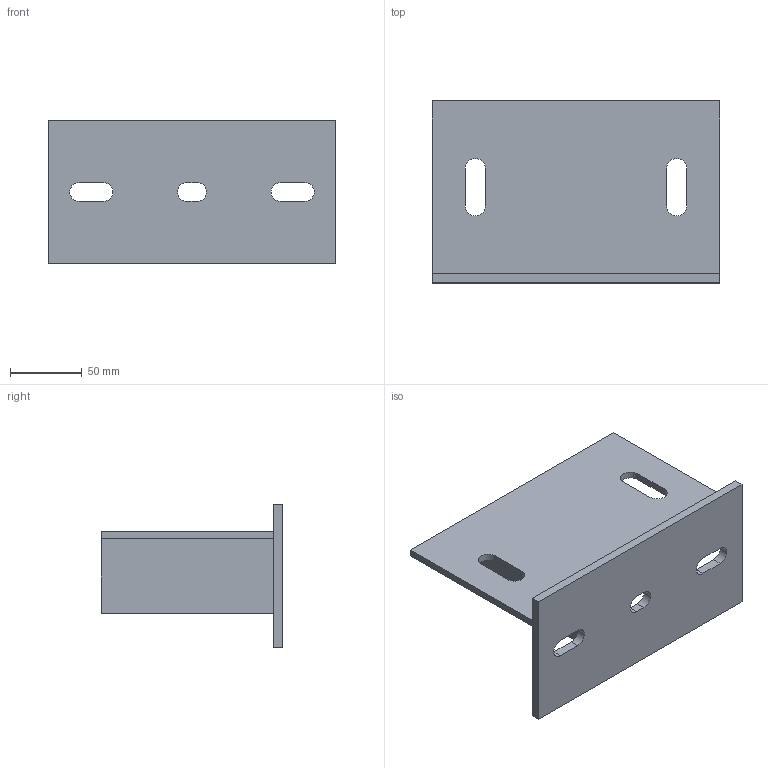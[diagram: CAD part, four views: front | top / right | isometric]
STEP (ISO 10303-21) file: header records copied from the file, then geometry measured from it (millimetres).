
FILE_DESCRIPTION (( 'STEP AP214' ), '1' );
FILE_NAME ('6019532.stp', '2020-01-09T07:28:33', ( '' ), ( '' ), 'SwSTEP 2.0', 'SolidWorks 2018', '' );
FILE_SCHEMA (( 'AUTOMOTIVE_DESIGN' ));
Length unit declared in the file: millimetre
Products named in the file (4): KTS 02.020-008_Standard; 125951_Standard; 035299_Standard; 6019532
Assembly tree (4 placements, depth 2):
  6019532
    KTS 02.020-008_Standard
    125951_Standard
    035299_Standard  x2
Bounding box: 200 x 126.5 x 100 mm (x, y, z)
Volume: 276207.8 mm3; surface area: 120479.1 mm2
Topology: 4 solids, 4 shells, 44 faces, 108 edges, 72 vertices
Faces by surface type: plane 34, cylinder 10
Entity records: 1322 total; most frequent: DIRECTION 206, CARTESIAN_POINT 205, ORIENTED_EDGE 192, EDGE_CURVE 96, VECTOR 76, LINE 76, AXIS2_PLACEMENT_3D 65, VERTEX_POINT 64
